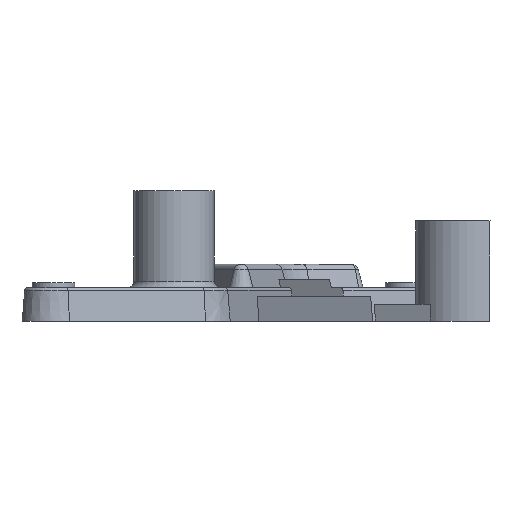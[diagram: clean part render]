
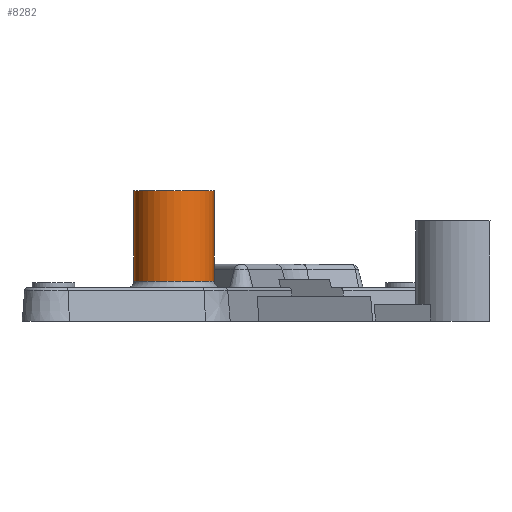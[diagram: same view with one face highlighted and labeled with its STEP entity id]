
A CAD part, front view. The second image highlights one B-rep face of the part: STEP entity #8282.
In plain terms, the highlighted cylindrical face has radius 12 mm (diameter 24 mm), a full revolution.
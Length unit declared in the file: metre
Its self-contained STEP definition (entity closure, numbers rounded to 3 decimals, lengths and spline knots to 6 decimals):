
#2500 = TOROIDAL_SURFACE('',#2501,0.014,0.002
  );
#2501 = AXIS2_PLACEMENT_3D('',#2502,#2503,#2504);
#2502 = CARTESIAN_POINT('',(-0.0268,0.0053,
    0.012));
#2503 = DIRECTION('',(0.,0.,-1.));
#2504 = DIRECTION('',(0.,1.,0.));
#3321 = PLANE('',#3322);
#3322 = AXIS2_PLACEMENT_3D('',#3323,#3324,#3325);
#3323 = CARTESIAN_POINT('',(-0.5,0.2,0.039));
#3324 = DIRECTION('',(0.,0.,-1.));
#3325 = DIRECTION('',(0.,1.,0.));
#5952 = VERTEX_POINT('',#5953);
#5953 = CARTESIAN_POINT('',(-0.0268,0.0173,
    0.012));
#5977 = EDGE_CURVE('',#5952,#5952,#5978,.T.);
#5978 = SURFACE_CURVE('',#5979,(#5984,#5991),.PCURVE_S2.);
#5979 = CIRCLE('',#5980,0.012);
#5980 = AXIS2_PLACEMENT_3D('',#5981,#5982,#5983);
#5981 = CARTESIAN_POINT('',(-0.0268,0.0053,
    0.012));
#5982 = DIRECTION('',(0.,0.,-1.));
#5983 = DIRECTION('',(0.,1.,0.));
#5984 = PCURVE('',#2500,#5985);
#5985 = DEFINITIONAL_REPRESENTATION('',(#5986),#5990);
#5986 = LINE('',#5987,#5988);
#5987 = CARTESIAN_POINT('',(0.,3.142));
#5988 = VECTOR('',#5989,1.);
#5989 = DIRECTION('',(1.,0.));
#5990 = ( GEOMETRIC_REPRESENTATION_CONTEXT(2) 
PARAMETRIC_REPRESENTATION_CONTEXT() REPRESENTATION_CONTEXT('2D SPACE',''
  ) );
#5991 = PCURVE('',#5992,#5997);
#5992 = CYLINDRICAL_SURFACE('',#5993,0.012);
#5993 = AXIS2_PLACEMENT_3D('',#5994,#5995,#5996);
#5994 = CARTESIAN_POINT('',(-0.0268,0.0053,
    0.009));
#5995 = DIRECTION('',(0.,0.,-1.));
#5996 = DIRECTION('',(0.,1.,0.));
#5997 = DEFINITIONAL_REPRESENTATION('',(#5998),#6002);
#5998 = LINE('',#5999,#6000);
#5999 = CARTESIAN_POINT('',(0.,-0.003));
#6000 = VECTOR('',#6001,1.);
#6001 = DIRECTION('',(1.,0.));
#6002 = ( GEOMETRIC_REPRESENTATION_CONTEXT(2) 
PARAMETRIC_REPRESENTATION_CONTEXT() REPRESENTATION_CONTEXT('2D SPACE',''
  ) );
#6178 = EDGE_CURVE('',#6179,#6179,#6181,.T.);
#6179 = VERTEX_POINT('',#6180);
#6180 = CARTESIAN_POINT('',(-0.0268,0.0173,
    0.039));
#6181 = SURFACE_CURVE('',#6182,(#6187,#6198),.PCURVE_S2.);
#6182 = CIRCLE('',#6183,0.012);
#6183 = AXIS2_PLACEMENT_3D('',#6184,#6185,#6186);
#6184 = CARTESIAN_POINT('',(-0.0268,0.0053,
    0.039));
#6185 = DIRECTION('',(0.,0.,-1.));
#6186 = DIRECTION('',(0.,1.,0.));
#6187 = PCURVE('',#3321,#6188);
#6188 = DEFINITIONAL_REPRESENTATION('',(#6189),#6197);
#6189 = ( BOUNDED_CURVE() B_SPLINE_CURVE(2,(#6190,#6191,#6192,#6193,
#6194,#6195,#6196),.UNSPECIFIED.,.T.,.F.) B_SPLINE_CURVE_WITH_KNOTS((1,2
    ,2,2,2,1),(-2.094395,0.,2.094395,4.18879,
6.283185,8.37758),.UNSPECIFIED.) CURVE() 
GEOMETRIC_REPRESENTATION_ITEM() RATIONAL_B_SPLINE_CURVE((1.,0.5,1.,0.5,
1.,0.5,1.)) REPRESENTATION_ITEM('') );
#6190 = CARTESIAN_POINT('',(-0.183,0.473));
#6191 = CARTESIAN_POINT('',(-0.183,0.494));
#6192 = CARTESIAN_POINT('',(-0.201,0.484));
#6193 = CARTESIAN_POINT('',(-0.219,0.473));
#6194 = CARTESIAN_POINT('',(-0.201,0.463));
#6195 = CARTESIAN_POINT('',(-0.183,0.452));
#6196 = CARTESIAN_POINT('',(-0.183,0.473));
#6197 = ( GEOMETRIC_REPRESENTATION_CONTEXT(2) 
PARAMETRIC_REPRESENTATION_CONTEXT() REPRESENTATION_CONTEXT('2D SPACE',''
  ) );
#6198 = PCURVE('',#5992,#6199);
#6199 = DEFINITIONAL_REPRESENTATION('',(#6200),#6204);
#6200 = LINE('',#6201,#6202);
#6201 = CARTESIAN_POINT('',(0.,-0.03));
#6202 = VECTOR('',#6203,1.);
#6203 = DIRECTION('',(1.,0.));
#6204 = ( GEOMETRIC_REPRESENTATION_CONTEXT(2) 
PARAMETRIC_REPRESENTATION_CONTEXT() REPRESENTATION_CONTEXT('2D SPACE',''
  ) );
#8282 = ADVANCED_FACE('',(#8283),#5992,.T.);
#8283 = FACE_BOUND('',#8284,.T.);
#8284 = EDGE_LOOP('',(#8285,#8306,#8307,#8308));
#8285 = ORIENTED_EDGE('',*,*,#8286,.T.);
#8286 = EDGE_CURVE('',#5952,#6179,#8287,.T.);
#8287 = SEAM_CURVE('',#8288,(#8292,#8299),.PCURVE_S2.);
#8288 = LINE('',#8289,#8290);
#8289 = CARTESIAN_POINT('',(-0.0268,0.0173,
    0.009));
#8290 = VECTOR('',#8291,1.);
#8291 = DIRECTION('',(-0.,0.,1.));
#8292 = PCURVE('',#5992,#8293);
#8293 = DEFINITIONAL_REPRESENTATION('',(#8294),#8298);
#8294 = LINE('',#8295,#8296);
#8295 = CARTESIAN_POINT('',(0.,0.));
#8296 = VECTOR('',#8297,1.);
#8297 = DIRECTION('',(0.,-1.));
#8298 = ( GEOMETRIC_REPRESENTATION_CONTEXT(2) 
PARAMETRIC_REPRESENTATION_CONTEXT() REPRESENTATION_CONTEXT('2D SPACE',''
  ) );
#8299 = PCURVE('',#5992,#8300);
#8300 = DEFINITIONAL_REPRESENTATION('',(#8301),#8305);
#8301 = LINE('',#8302,#8303);
#8302 = CARTESIAN_POINT('',(6.283,0.));
#8303 = VECTOR('',#8304,1.);
#8304 = DIRECTION('',(0.,-1.));
#8305 = ( GEOMETRIC_REPRESENTATION_CONTEXT(2) 
PARAMETRIC_REPRESENTATION_CONTEXT() REPRESENTATION_CONTEXT('2D SPACE',''
  ) );
#8306 = ORIENTED_EDGE('',*,*,#6178,.T.);
#8307 = ORIENTED_EDGE('',*,*,#8286,.F.);
#8308 = ORIENTED_EDGE('',*,*,#5977,.F.);
